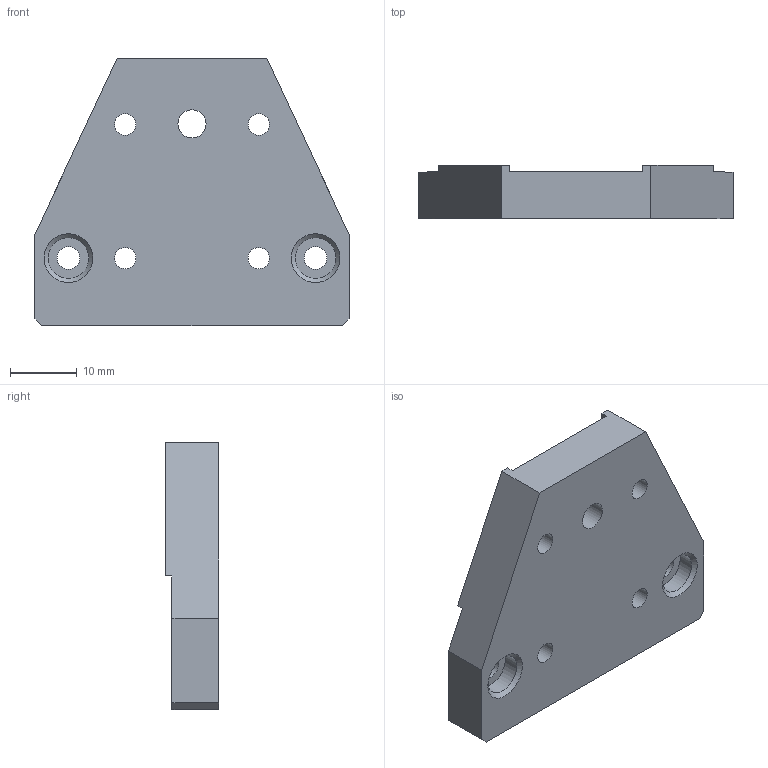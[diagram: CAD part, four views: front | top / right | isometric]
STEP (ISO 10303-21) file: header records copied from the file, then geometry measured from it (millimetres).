
FILE_DESCRIPTION(/* description */ ('mgn12_mount_r3'),/* implementation_level */ '2;1');
FILE_NAME(/* name */ '[2]bed v2.step',/* time_stamp */ '2024-09-20T17:30:48+08:00',/* author */ (''),/* organization */ (''),/* preprocessor_version */ 'ST-DEVELOPER v20',/* originating_system */ 'Autodesk Translation Framework v13.14.0.145',/* authorisation */ '');
FILE_SCHEMA (('AUTOMOTIVE_DESIGN { 1 0 10303 214 3 1 1 }'));
Length unit declared in the file: metre
Products named in the file (1): mgn12_mount_r3
Bounding box: 47 x 8 x 40 mm (x, y, z)
Volume: 10373.8 mm3; surface area: 4800.3 mm2
Topology: 1 solids, 1 shells, 35 faces, 91 edges, 60 vertices
Faces by surface type: plane 22, cylinder 11, cone 2
Full cylindrical faces by diameter (mm): 3.2 x4, 3.4 x2, 4.2 x1, 5.8 x2, 6.1 x2
Entity records: 1145 total; most frequent: DIRECTION 191, CARTESIAN_POINT 187, ORIENTED_EDGE 182, EDGE_CURVE 91, AXIS2_PLACEMENT_3D 64, LINE 63, VECTOR 63, VERTEX_POINT 60
